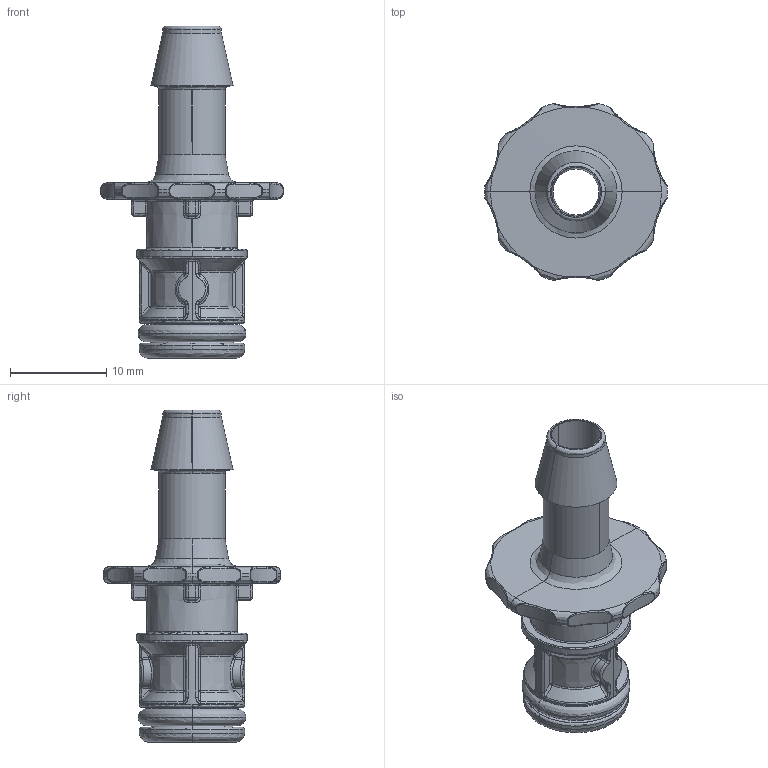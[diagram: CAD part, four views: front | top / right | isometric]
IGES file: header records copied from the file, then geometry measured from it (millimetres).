
Start section: SolidWorks IGES file using analytic representation for surfaces
Global section: file name: E-Q-160281.IGS; native system: SolidWorks 2017; preprocessor: SolidWorks 2017; author: wtsang; date: 170428.104657; units: millimetre
Bounding box: 18.96 x 18.38 x 34.46 mm (x, y, z)
Surface area: 2310 mm2 (no closed solid volume)
Topology: 0 solids, 0 shells, 436 faces, 3337 edges, 3320 vertices
Faces by surface type: bspline 296, revolution 140
